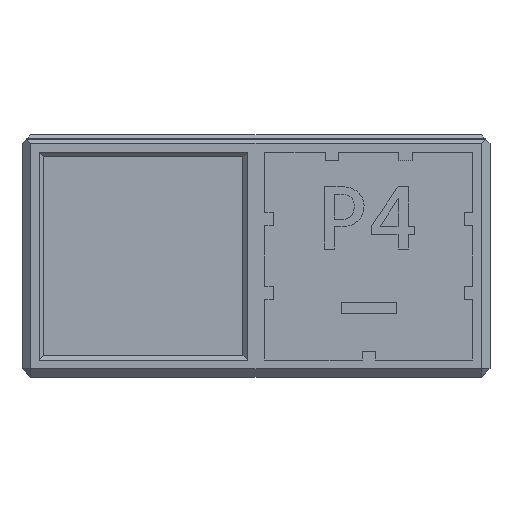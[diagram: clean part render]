
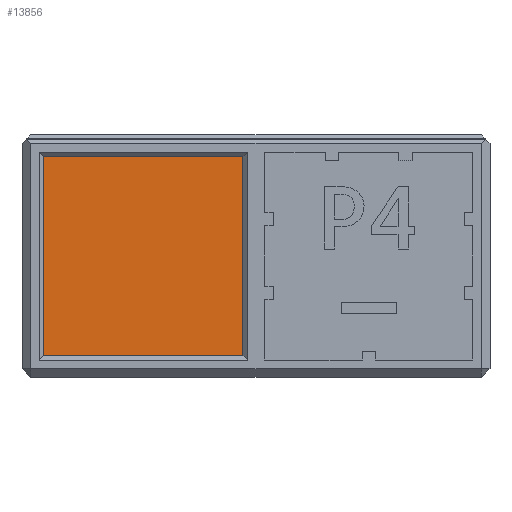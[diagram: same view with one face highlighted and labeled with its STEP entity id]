
A CAD part, left-side view. The second image highlights one B-rep face of the part: STEP entity #13856.
In plain terms, the highlighted planar face has unit normal (-1, 0, 0).
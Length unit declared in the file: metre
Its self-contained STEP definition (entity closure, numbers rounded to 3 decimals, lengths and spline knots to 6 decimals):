
#4202=ORIENTED_EDGE('',*,*,#6649,.T.);
#4203=ORIENTED_EDGE('',*,*,#6650,.T.);
#4204=ORIENTED_EDGE('',*,*,#6651,.T.);
#4205=ORIENTED_EDGE('',*,*,#6652,.T.);
#6649=EDGE_CURVE('',#8111,#8112,#9504,.T.);
#6650=EDGE_CURVE('',#8112,#8113,#9505,.T.);
#6651=EDGE_CURVE('',#8113,#8114,#9506,.T.);
#6652=EDGE_CURVE('',#8114,#8111,#9507,.T.);
#8111=VERTEX_POINT('',#23144);
#8112=VERTEX_POINT('',#23145);
#8113=VERTEX_POINT('',#23147);
#8114=VERTEX_POINT('',#23149);
#9504=LINE('',#23143,#10970);
#9505=LINE('',#23146,#10971);
#9506=LINE('',#23148,#10972);
#9507=LINE('',#23150,#10973);
#10970=VECTOR('',#17656,1.);
#10971=VECTOR('',#17657,1.);
#10972=VECTOR('',#17658,1.);
#10973=VECTOR('',#17659,1.);
#11796=EDGE_LOOP('',(#4202,#4203,#4204,#4205));
#12624=FACE_BOUND('',#11796,.T.);
#13149=PLANE('',#14758);
#13856=ADVANCED_FACE('',(#12624),#13149,.T.);
#14758=AXIS2_PLACEMENT_3D('',#23142,#17654,#17655);
#17654=DIRECTION('',(-1.,0.,0.));
#17655=DIRECTION('',(0.,-1.,0.));
#17656=DIRECTION('',(0.,-1.,0.));
#17657=DIRECTION('',(0.,0.,1.));
#17658=DIRECTION('',(0.,1.,0.));
#17659=DIRECTION('',(0.,0.,-1.));
#23142=CARTESIAN_POINT('',(-0.053,0.,0.028));
#23143=CARTESIAN_POINT('',(-0.053,0.,0.005));
#23144=CARTESIAN_POINT('',(-0.053,0.049,0.005));
#23145=CARTESIAN_POINT('',(-0.053,0.003,0.005));
#23146=CARTESIAN_POINT('',(-0.053,0.003,0.052));
#23147=CARTESIAN_POINT('',(-0.053,0.003,0.051));
#23148=CARTESIAN_POINT('',(-0.053,0.05,0.051));
#23149=CARTESIAN_POINT('',(-0.053,0.049,0.051));
#23150=CARTESIAN_POINT('',(-0.053,0.049,0.028));
